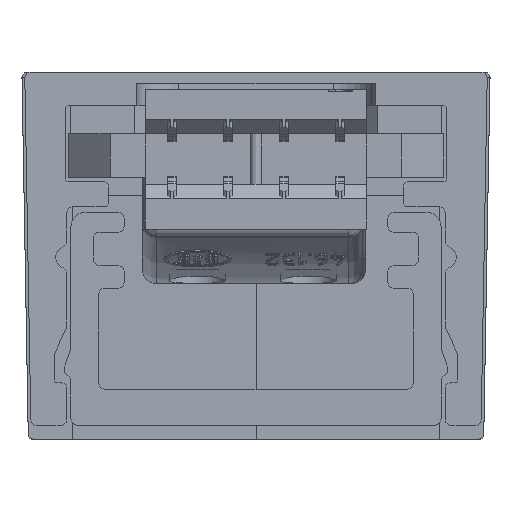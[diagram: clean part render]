
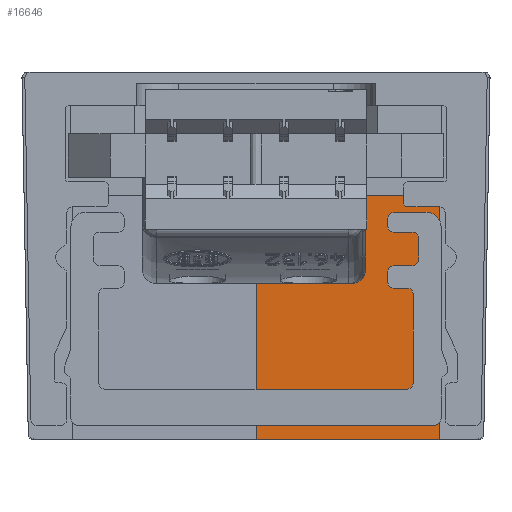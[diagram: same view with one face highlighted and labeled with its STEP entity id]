
A CAD part, front view. The second image highlights one B-rep face of the part: STEP entity #16646.
In plain terms, the highlighted planar face has unit normal (0.002, -1, -0.009).
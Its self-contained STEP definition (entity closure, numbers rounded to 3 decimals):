
#602=ELLIPSE('',#17629,0.2,0.2);
#1164=FACE_OUTER_BOUND('',#2103,.T.);
#2103=EDGE_LOOP('',(#11002,#11003,#11004,#11005,#11006,#11007,#11008,#11009,
#11010,#11011,#11012,#11013,#11014,#11015,#11016));
#3106=LINE('',#23749,#4927);
#3131=LINE('',#23839,#4952);
#3132=LINE('',#23843,#4953);
#3133=LINE('',#23846,#4954);
#3134=LINE('',#23848,#4955);
#3135=LINE('',#23850,#4956);
#3136=LINE('',#23852,#4957);
#3137=LINE('',#23854,#4958);
#3138=LINE('',#23856,#4959);
#3139=LINE('',#23858,#4960);
#3140=LINE('',#23860,#4961);
#3141=LINE('',#23862,#4962);
#3142=LINE('',#23864,#4963);
#3143=LINE('',#23865,#4964);
#4927=VECTOR('',#19051,10.);
#4952=VECTOR('',#19122,10.);
#4953=VECTOR('',#19125,10.);
#4954=VECTOR('',#19128,10.);
#4955=VECTOR('',#19129,10.);
#4956=VECTOR('',#19130,10.);
#4957=VECTOR('',#19131,10.);
#4958=VECTOR('',#19132,10.);
#4959=VECTOR('',#19133,10.);
#4960=VECTOR('',#19134,10.);
#4961=VECTOR('',#19135,10.);
#4962=VECTOR('',#19136,10.);
#4963=VECTOR('',#19137,10.);
#4964=VECTOR('',#19138,10.);
#6746=VERTEX_POINT('',#23743);
#6748=VERTEX_POINT('',#23747);
#6790=VERTEX_POINT('',#23837);
#6791=VERTEX_POINT('',#23841);
#6792=VERTEX_POINT('',#23842);
#6793=VERTEX_POINT('',#23844);
#6794=VERTEX_POINT('',#23847);
#6795=VERTEX_POINT('',#23849);
#6796=VERTEX_POINT('',#23851);
#6797=VERTEX_POINT('',#23853);
#6798=VERTEX_POINT('',#23855);
#6799=VERTEX_POINT('',#23857);
#6800=VERTEX_POINT('',#23859);
#6801=VERTEX_POINT('',#23861);
#6802=VERTEX_POINT('',#23863);
#8403=EDGE_CURVE('',#6746,#6748,#3106,.T.);
#8447=EDGE_CURVE('',#6748,#6790,#3131,.T.);
#8448=EDGE_CURVE('',#6791,#6792,#3132,.T.);
#8449=EDGE_CURVE('',#6793,#6791,#602,.T.);
#8450=EDGE_CURVE('',#6746,#6793,#3133,.T.);
#8451=EDGE_CURVE('',#6794,#6790,#3134,.T.);
#8452=EDGE_CURVE('',#6795,#6794,#3135,.T.);
#8453=EDGE_CURVE('',#6796,#6795,#3136,.T.);
#8454=EDGE_CURVE('',#6797,#6796,#3137,.T.);
#8455=EDGE_CURVE('',#6798,#6797,#3138,.T.);
#8456=EDGE_CURVE('',#6799,#6798,#3139,.T.);
#8457=EDGE_CURVE('',#6800,#6799,#3140,.T.);
#8458=EDGE_CURVE('',#6800,#6801,#3141,.F.);
#8459=EDGE_CURVE('',#6801,#6802,#3142,.F.);
#8460=EDGE_CURVE('',#6802,#6792,#3143,.T.);
#11002=ORIENTED_EDGE('',*,*,#8448,.F.);
#11003=ORIENTED_EDGE('',*,*,#8449,.F.);
#11004=ORIENTED_EDGE('',*,*,#8450,.F.);
#11005=ORIENTED_EDGE('',*,*,#8403,.T.);
#11006=ORIENTED_EDGE('',*,*,#8447,.T.);
#11007=ORIENTED_EDGE('',*,*,#8451,.F.);
#11008=ORIENTED_EDGE('',*,*,#8452,.F.);
#11009=ORIENTED_EDGE('',*,*,#8453,.F.);
#11010=ORIENTED_EDGE('',*,*,#8454,.F.);
#11011=ORIENTED_EDGE('',*,*,#8455,.F.);
#11012=ORIENTED_EDGE('',*,*,#8456,.F.);
#11013=ORIENTED_EDGE('',*,*,#8457,.F.);
#11014=ORIENTED_EDGE('',*,*,#8458,.T.);
#11015=ORIENTED_EDGE('',*,*,#8459,.T.);
#11016=ORIENTED_EDGE('',*,*,#8460,.T.);
#16055=PLANE('',#17628);
#16646=ADVANCED_FACE('',(#1164),#16055,.F.);
#17628=AXIS2_PLACEMENT_3D('',#23840,#19123,#19124);
#17629=AXIS2_PLACEMENT_3D('',#23845,#19126,#19127);
#19051=DIRECTION('',(-1.,-0.002,0.));
#19122=DIRECTION('',(0.,-0.009,1.));
#19123=DIRECTION('center_axis',(-0.002,1.,
0.009));
#19124=DIRECTION('ref_axis',(0.,0.009,
-1.));
#19125=DIRECTION('',(1.,0.002,0.));
#19126=DIRECTION('center_axis',(0.002,-1.,
-0.009));
#19127=DIRECTION('ref_axis',(0.196,0.009,-0.981));
#19128=DIRECTION('',(0.,0.009,-1.));
#19129=DIRECTION('',(1.,0.002,0.));
#19130=DIRECTION('',(0.,-0.009,1.));
#19131=DIRECTION('',(1.,0.002,0.002));
#19132=DIRECTION('',(0.,-0.009,1.));
#19133=DIRECTION('',(-1.,-0.002,0.002));
#19134=DIRECTION('',(0.,-0.009,1.));
#19135=DIRECTION('',(1.,0.002,0.002));
#19136=DIRECTION('',(0.,-0.009,1.));
#19137=DIRECTION('',(-1.,-0.002,0.));
#19138=DIRECTION('',(0.,-0.009,1.));
#23743=CARTESIAN_POINT('',(5.25,149.848,-4.41));
#23747=CARTESIAN_POINT('',(3.75,149.845,-4.41));
#23749=CARTESIAN_POINT('',(1.875,149.842,-4.41));
#23837=CARTESIAN_POINT('',(3.75,149.817,-1.2));
#23839=CARTESIAN_POINT('',(3.75,149.838,-3.635));
#23840=CARTESIAN_POINT('Origin',(0.,149.857,
-6.51));
#23841=CARTESIAN_POINT('',(5.45,149.851,-4.8));
#23842=CARTESIAN_POINT('',(6.55,149.853,-4.8));
#23843=CARTESIAN_POINT('',(3.144,149.847,-4.8));
#23844=CARTESIAN_POINT('',(5.25,149.849,-4.6));
#23845=CARTESIAN_POINT('Origin',(5.45,149.85,-4.6));
#23846=CARTESIAN_POINT('',(5.25,149.852,-4.901));
#23847=CARTESIAN_POINT('',(3.7,149.817,-1.2));
#23848=CARTESIAN_POINT('',(3.219,149.816,-1.2));
#23849=CARTESIAN_POINT('',(3.7,149.824,-2.054));
#23850=CARTESIAN_POINT('',(3.7,149.844,-4.347));
#23851=CARTESIAN_POINT('',(0.,149.818,-2.06));
#23852=CARTESIAN_POINT('',(-0.004,149.818,-2.06));
#23853=CARTESIAN_POINT('',(0.,149.839,-4.46));
#23854=CARTESIAN_POINT('',(0.,149.828,-3.26));
#23855=CARTESIAN_POINT('',(3.7,149.845,-4.467));
#23856=CARTESIAN_POINT('',(0.002,149.839,-4.46));
#23857=CARTESIAN_POINT('',(3.7,149.857,-5.754));
#23858=CARTESIAN_POINT('',(3.7,149.844,-4.347));
#23859=CARTESIAN_POINT('',(0.,149.85,-5.76));
#23860=CARTESIAN_POINT('',(-0.002,149.85,-5.76));
#23861=CARTESIAN_POINT('',(0.,149.914,-13.11));
#23862=CARTESIAN_POINT('',(0.,149.828,-3.26));
#23863=CARTESIAN_POINT('',(6.55,149.926,-13.11));
#23864=CARTESIAN_POINT('',(4.061,149.921,-13.11));
#23865=CARTESIAN_POINT('',(6.55,149.859,-5.46));
